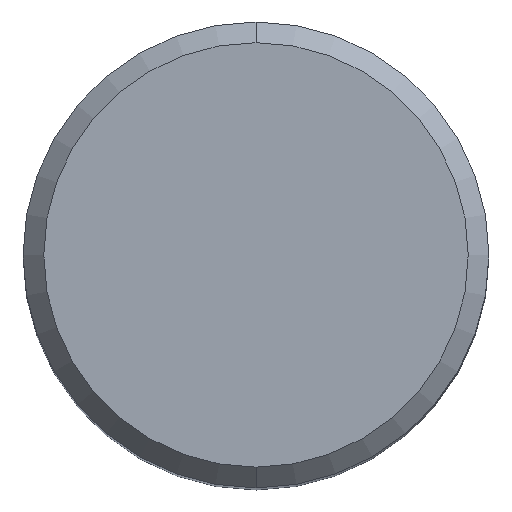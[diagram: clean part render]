
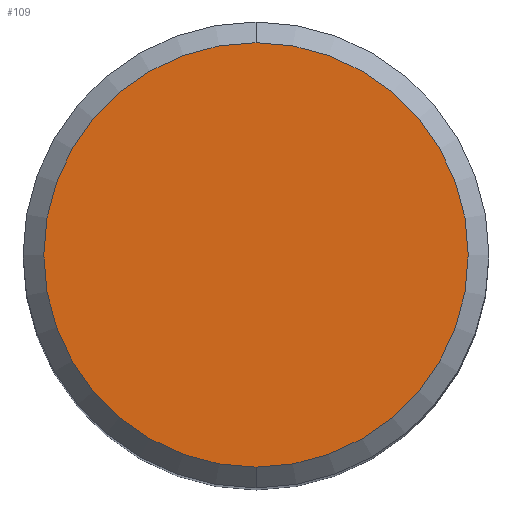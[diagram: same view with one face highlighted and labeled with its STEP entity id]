
A CAD part, top view. The second image highlights one B-rep face of the part: STEP entity #109.
In plain terms, the highlighted planar face has unit normal (0, 0, 1).
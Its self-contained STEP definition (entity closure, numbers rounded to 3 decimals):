
#109=ADVANCED_FACE('',(#260),#261,.T.);
#143=VERTEX_POINT('',#303);
#155=EDGE_CURVE('',#223,#143,#316,.T.);
#203=EDGE_CURVE('',#143,#223,#370,.T.);
#223=VERTEX_POINT('',#390);
#260=FACE_OUTER_BOUND('',#423,.T.);
#261=PLANE('',#424);
#303=CARTESIAN_POINT('',(0.,-8.2,0.));
#316=CIRCLE('',#490,8.2);
#370=CIRCLE('',#560,8.2);
#390=CARTESIAN_POINT('',(0.0,8.2,0.));
#423=EDGE_LOOP('',(#606,#607));
#424=AXIS2_PLACEMENT_3D('',#608,#609,#610);
#490=AXIS2_PLACEMENT_3D('',#698,#699,#700);
#560=AXIS2_PLACEMENT_3D('',#766,#767,#768);
#606=ORIENTED_EDGE('',*,*,#155,.F.);
#607=ORIENTED_EDGE('',*,*,#203,.F.);
#608=CARTESIAN_POINT('',(0.0,4.1,0.));
#609=DIRECTION('',(-0.0,0.0,1.0));
#610=DIRECTION('',(0.0,-1.0,0.0));
#698=CARTESIAN_POINT('',(0.0,0.0,0.));
#699=DIRECTION('',(0.0,0.0,-1.0));
#700=DIRECTION('',(0.0,1.0,0.0));
#766=CARTESIAN_POINT('',(0.0,0.0,0.));
#767=DIRECTION('',(0.0,0.0,-1.0));
#768=DIRECTION('',(0.0,1.0,0.0));
